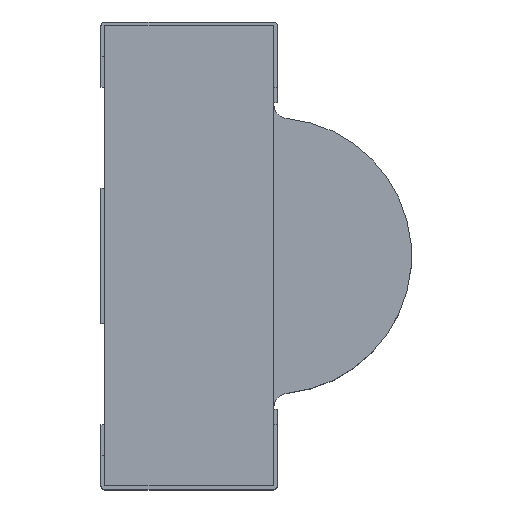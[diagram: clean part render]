
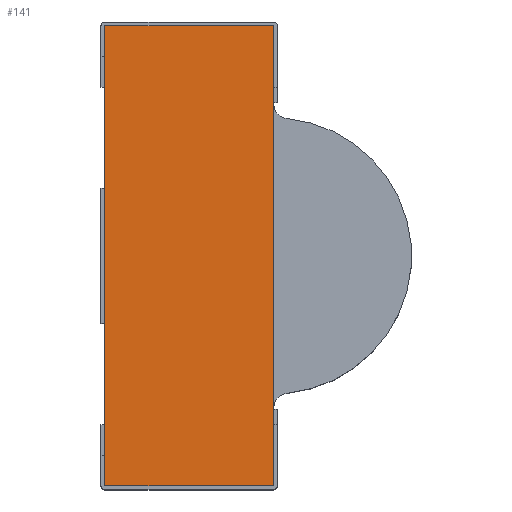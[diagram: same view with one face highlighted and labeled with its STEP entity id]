
A CAD part, top view. The second image highlights one B-rep face of the part: STEP entity #141.
In plain terms, the highlighted planar face has unit normal (0, 0, 1).
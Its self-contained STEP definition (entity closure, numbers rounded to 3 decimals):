
#32 = VERTEX_POINT('',#33);
#33 = CARTESIAN_POINT('',(0.003,-1.498,1.025));
#39 = EDGE_CURVE('',#40,#32,#42,.T.);
#40 = VERTEX_POINT('',#41);
#41 = CARTESIAN_POINT('',(-1.098,-1.498,1.025));
#42 = LINE('',#43,#44);
#43 = CARTESIAN_POINT('',(0.003,-1.498,1.025));
#44 = VECTOR('',#45,1.);
#45 = DIRECTION('',(1.,0.,0.));
#70 = EDGE_CURVE('',#71,#40,#73,.T.);
#71 = VERTEX_POINT('',#72);
#72 = CARTESIAN_POINT('',(-1.098,1.503,1.025));
#73 = LINE('',#74,#75);
#74 = CARTESIAN_POINT('',(-1.098,-1.498,1.025));
#75 = VECTOR('',#76,1.);
#76 = DIRECTION('',(0.,-1.,0.));
#101 = EDGE_CURVE('',#102,#71,#104,.T.);
#102 = VERTEX_POINT('',#103);
#103 = CARTESIAN_POINT('',(0.003,1.503,1.025));
#104 = LINE('',#105,#106);
#105 = CARTESIAN_POINT('',(0.003,1.503,1.025));
#106 = VECTOR('',#107,1.);
#107 = DIRECTION('',(-1.,0.,0.));
#130 = EDGE_CURVE('',#32,#102,#131,.T.);
#131 = LINE('',#132,#133);
#132 = CARTESIAN_POINT('',(0.003,-1.498,1.025));
#133 = VECTOR('',#134,1.);
#134 = DIRECTION('',(0.,1.,0.));
#141 = ADVANCED_FACE('',(#142),#148,.T.);
#142 = FACE_BOUND('',#143,.T.);
#143 = EDGE_LOOP('',(#144,#145,#146,#147));
#144 = ORIENTED_EDGE('',*,*,#130,.T.);
#145 = ORIENTED_EDGE('',*,*,#101,.T.);
#146 = ORIENTED_EDGE('',*,*,#70,.T.);
#147 = ORIENTED_EDGE('',*,*,#39,.T.);
#148 = PLANE('',#149);
#149 = AXIS2_PLACEMENT_3D('',#150,#151,#152);
#150 = CARTESIAN_POINT('',(-0.548,0.003,1.025));
#151 = DIRECTION('',(0.,0.,1.));
#152 = DIRECTION('',(0.,-1.,0.));
